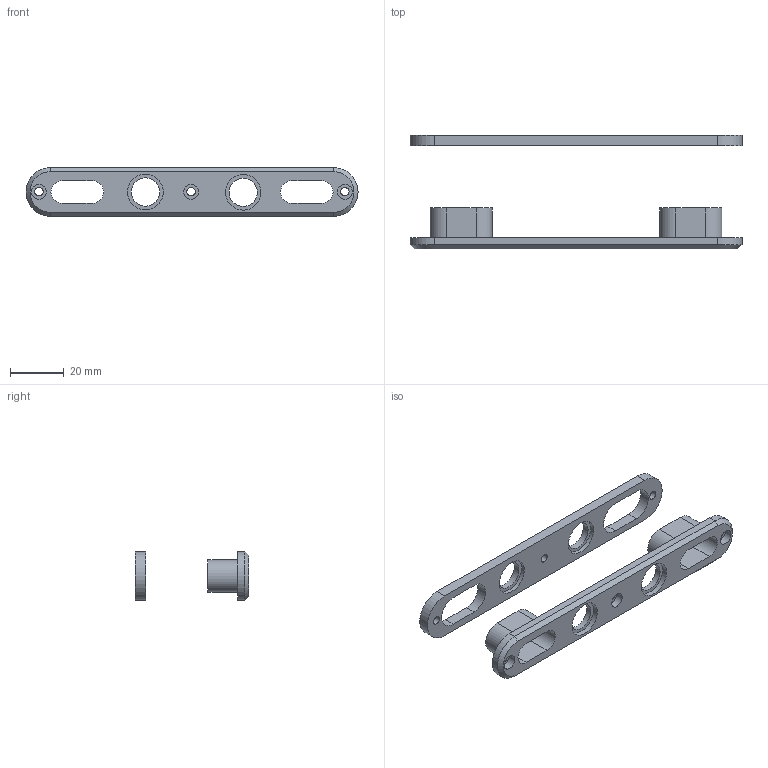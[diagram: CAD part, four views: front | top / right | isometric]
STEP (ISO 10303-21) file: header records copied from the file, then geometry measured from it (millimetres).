
FILE_DESCRIPTION(/* description */ (''),/* implementation_level */ '2;1');
FILE_NAME(/* name */ 'MR60_Panel_Mount_DoubleTrouble_v2_wBase v3.step',/* time_stamp */ '2021-03-06T21:49:43-08:00',/* author */ (''),/* organization */ (''),/* preprocessor_version */ 'ST-DEVELOPER v18.1',/* originating_system */ 'Autodesk Translation Framework v9.10.0.1330',/* authorisation */ '');
FILE_SCHEMA (('AUTOMOTIVE_DESIGN { 1 0 10303 214 3 1 1 }'));
Length unit declared in the file: millimetre
Products named in the file (1): MR60_Panel_Mount_DoubleTrouble_v2_wBase
Bounding box: 123 x 42.2 x 18 mm (x, y, z)
Volume: 13761.8 mm3; surface area: 12365.1 mm2
Topology: 2 solids, 2 shells, 97 faces, 233 edges, 154 vertices
Faces by surface type: plane 58, cylinder 37, cone 2
Full cylindrical faces by diameter (mm): 3.15 x6, 5.52 x3, 10.5 x4, 13.183 x2, 13.193 x2
Entity records: 2933 total; most frequent: DIRECTION 505, CARTESIAN_POINT 485, ORIENTED_EDGE 466, EDGE_CURVE 233, AXIS2_PLACEMENT_3D 174, LINE 157, VECTOR 157, VERTEX_POINT 154
